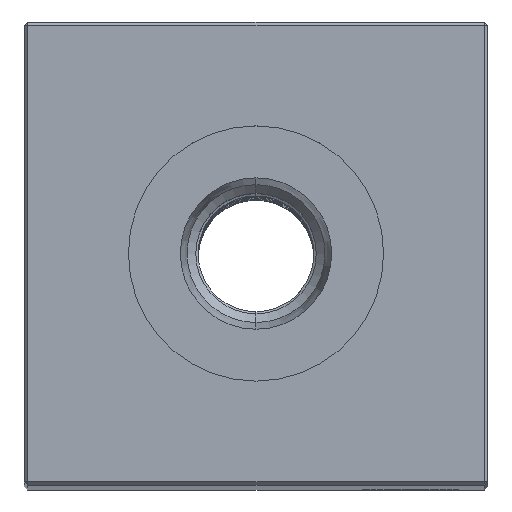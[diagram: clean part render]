
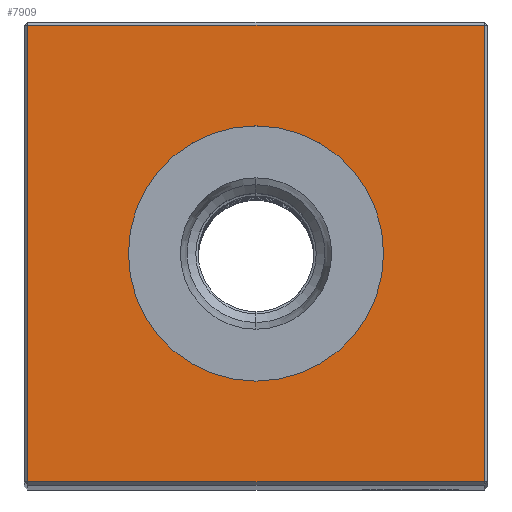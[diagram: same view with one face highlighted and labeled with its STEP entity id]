
A CAD part, top view. The second image highlights one B-rep face of the part: STEP entity #7909.
In plain terms, the highlighted planar face has unit normal (0, 0, 1).
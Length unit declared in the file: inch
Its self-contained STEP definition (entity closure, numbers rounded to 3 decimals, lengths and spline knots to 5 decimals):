
#795 = CIRCLE ( 'NONE', #18649, 0.41339 ) ;
#1433 = DIRECTION ( 'NONE',  ( 0., 0., -1. ) ) ;
#1531 = ORIENTED_EDGE ( 'NONE', *, *, #10047, .T. ) ;
#1739 = LINE ( 'NONE', #6116, #6421 ) ;
#2426 = DIRECTION ( 'NONE',  ( -1., 0., 0. ) ) ;
#2794 = EDGE_CURVE ( 'NONE', #29939, #9299, #795, .T. ) ;
#2909 = ORIENTED_EDGE ( 'NONE', *, *, #2794, .T. ) ;
#3532 = FACE_BOUND ( 'NONE', #8377, .T. ) ;
#3662 = DIRECTION ( 'NONE',  ( 0., 0., -1. ) ) ;
#4294 = VERTEX_POINT ( 'NONE', #16133 ) ;
#4995 = EDGE_CURVE ( 'NONE', #9299, #29939, #8110, .T. ) ;
#6116 = CARTESIAN_POINT ( 'NONE',  ( 0., -0.74, 9.25 ) ) ;
#6421 = VECTOR ( 'NONE', #8992, 39.37008 ) ;
#6518 = DIRECTION ( 'NONE',  ( -1., 0., 0. ) ) ;
#6779 = CARTESIAN_POINT ( 'NONE',  ( 0.74, 0., 9.25 ) ) ;
#6799 = ORIENTED_EDGE ( 'NONE', *, *, #27320, .T. ) ;
#6951 = CARTESIAN_POINT ( 'NONE',  ( 0., 0., 9.25 ) ) ;
#7909 = ADVANCED_FACE ( 'NONE', ( #19437, #3532 ), #14906, .F. ) ;
#8013 = CARTESIAN_POINT ( 'NONE',  ( 0., 0.41339, 9.25 ) ) ;
#8110 = CIRCLE ( 'NONE', #23605, 0.41339 ) ;
#8137 = DIRECTION ( 'NONE',  ( 0., -1., 0. ) ) ;
#8339 = VECTOR ( 'NONE', #10894, 39.37008 ) ;
#8377 = EDGE_LOOP ( 'NONE', ( #18761, #2909 ) ) ;
#8452 = CARTESIAN_POINT ( 'NONE',  ( -0.74, -0.74, 9.25 ) ) ;
#8539 = CARTESIAN_POINT ( 'NONE',  ( 0., 0., 9.25 ) ) ;
#8992 = DIRECTION ( 'NONE',  ( 1., 0., 0. ) ) ;
#9299 = VERTEX_POINT ( 'NONE', #8013 ) ;
#9836 = ORIENTED_EDGE ( 'NONE', *, *, #29620, .T. ) ;
#10047 = EDGE_CURVE ( 'NONE', #28595, #15753, #15261, .T. ) ;
#10567 = ORIENTED_EDGE ( 'NONE', *, *, #29110, .T. ) ;
#10894 = DIRECTION ( 'NONE',  ( 0., 1., 0. ) ) ;
#11655 = EDGE_LOOP ( 'NONE', ( #1531, #9836, #10567, #6799 ) ) ;
#11731 = LINE ( 'NONE', #20960, #17979 ) ;
#14906 = PLANE ( 'NONE',  #28452 ) ;
#15261 = LINE ( 'NONE', #24797, #19351 ) ;
#15364 = DIRECTION ( 'NONE',  ( -1., 0., 0. ) ) ;
#15679 = DIRECTION ( 'NONE',  ( -1., 0., 0. ) ) ;
#15753 = VERTEX_POINT ( 'NONE', #8452 ) ;
#16133 = CARTESIAN_POINT ( 'NONE',  ( 0.74, -0.74, 9.25 ) ) ;
#17979 = VECTOR ( 'NONE', #15679, 39.37008 ) ;
#18649 = AXIS2_PLACEMENT_3D ( 'NONE', #6951, #23176, #2426 ) ;
#18750 = CARTESIAN_POINT ( 'NONE',  ( 0., -0.41339, 9.25 ) ) ;
#18761 = ORIENTED_EDGE ( 'NONE', *, *, #4995, .T. ) ;
#19243 = CARTESIAN_POINT ( 'NONE',  ( 0.74, 0.74, 9.25 ) ) ;
#19351 = VECTOR ( 'NONE', #8137, 39.37008 ) ;
#19437 = FACE_OUTER_BOUND ( 'NONE', #11655, .T. ) ;
#20960 = CARTESIAN_POINT ( 'NONE',  ( 0., 0.74, 9.25 ) ) ;
#22338 = VERTEX_POINT ( 'NONE', #19243 ) ;
#23176 = DIRECTION ( 'NONE',  ( 0., 0., -1. ) ) ;
#23605 = AXIS2_PLACEMENT_3D ( 'NONE', #29407, #3662, #6518 ) ;
#24797 = CARTESIAN_POINT ( 'NONE',  ( -0.74, 0., 9.25 ) ) ;
#26234 = CARTESIAN_POINT ( 'NONE',  ( -0.74, 0.74, 9.25 ) ) ;
#27093 = LINE ( 'NONE', #6779, #8339 ) ;
#27320 = EDGE_CURVE ( 'NONE', #22338, #28595, #11731, .T. ) ;
#28452 = AXIS2_PLACEMENT_3D ( 'NONE', #8539, #1433, #15364 ) ;
#28595 = VERTEX_POINT ( 'NONE', #26234 ) ;
#29110 = EDGE_CURVE ( 'NONE', #4294, #22338, #27093, .T. ) ;
#29407 = CARTESIAN_POINT ( 'NONE',  ( 0., 0., 9.25 ) ) ;
#29620 = EDGE_CURVE ( 'NONE', #15753, #4294, #1739, .T. ) ;
#29939 = VERTEX_POINT ( 'NONE', #18750 ) ;
